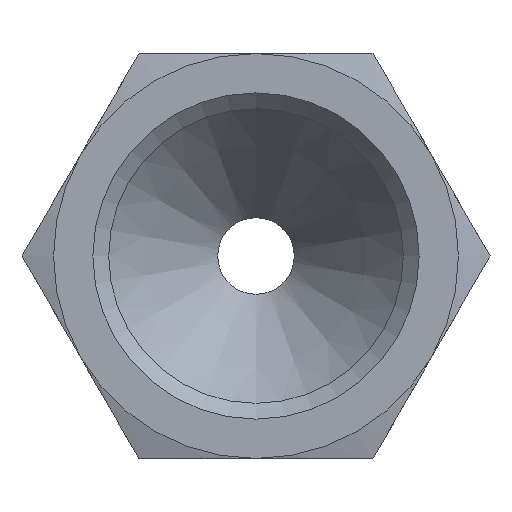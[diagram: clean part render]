
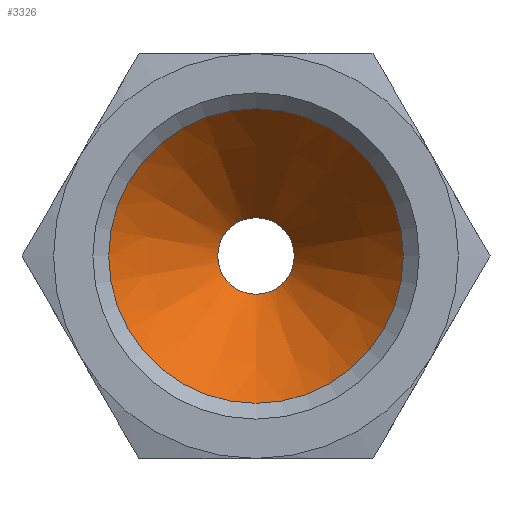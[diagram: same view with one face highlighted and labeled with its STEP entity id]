
A CAD part, left-side view. The second image highlights one B-rep face of the part: STEP entity #3326.
In plain terms, the highlighted conical face has half-angle 37 degrees and reference radius 8.02 mm.
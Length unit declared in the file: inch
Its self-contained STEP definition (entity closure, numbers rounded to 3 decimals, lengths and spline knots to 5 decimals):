
#3084=CARTESIAN_POINT('',(0.75695,0.,-0.0886));
#3085=VERTEX_POINT('',#3084);
#3086=CARTESIAN_POINT('',(0.75695,0.0,0.0));
#3087=DIRECTION('',(1.0,0.0,0.0));
#3088=DIRECTION('',(0.0,0.0,1.0));
#3089=AXIS2_PLACEMENT_3D('',#3086,#3087,#3088);
#3090=CIRCLE('',#3089,0.0886);
#3091=EDGE_CURVE('',#3085,#3085,#3090,.T.);
#3280=CARTESIAN_POINT('',(0.422,0.0,0.341));
#3281=VERTEX_POINT('',#3280);
#3282=CARTESIAN_POINT('',(0.422,0.0,0.0));
#3283=DIRECTION('',(-1.0,0.0,0.0));
#3284=DIRECTION('',(0.0,0.0,1.0));
#3285=AXIS2_PLACEMENT_3D('',#3282,#3283,#3284);
#3286=CIRCLE('',#3285,0.341);
#3287=EDGE_CURVE('',#3281,#3281,#3286,.T.);
#3315=CARTESIAN_POINT('',(0.45549,0.,0.));
#3316=DIRECTION('',(-1.0,0.,0.));
#3317=DIRECTION('',(0.,-0.581,-0.814));
#3318=AXIS2_PLACEMENT_3D('',#3315,#3316,#3317);
#3319=CONICAL_SURFACE('',#3318,0.31576,37.);
#3320=ORIENTED_EDGE('',*,*,#3091,.T.);
#3321=EDGE_LOOP('',(#3320));
#3322=FACE_OUTER_BOUND('',#3321,.T.);
#3323=ORIENTED_EDGE('',*,*,#3287,.T.);
#3324=EDGE_LOOP('',(#3323));
#3325=FACE_BOUND('',#3324,.T.);
#3326=ADVANCED_FACE('',(#3322,#3325),#3319,.F.);
